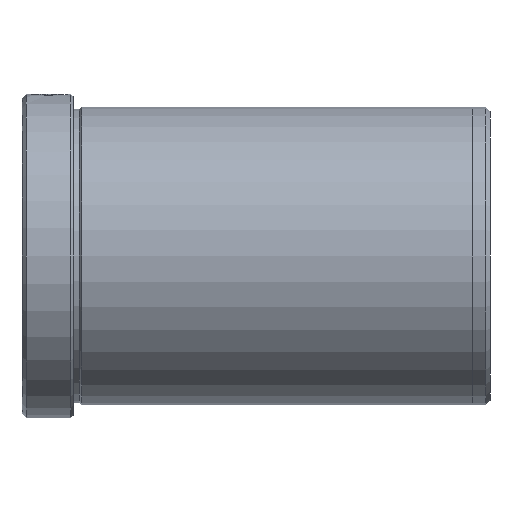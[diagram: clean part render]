
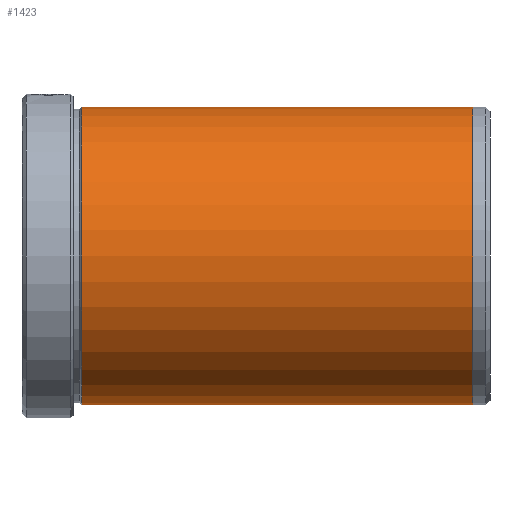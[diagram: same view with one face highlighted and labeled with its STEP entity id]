
A CAD part, left-side view. The second image highlights one B-rep face of the part: STEP entity #1423.
In plain terms, the highlighted cylindrical face has radius 35 mm (diameter 70 mm), a partial arc.
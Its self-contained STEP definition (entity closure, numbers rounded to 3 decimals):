
#66 = DIRECTION ( 'NONE',  ( 0., 1., 0. ) ) ;
#71 = CIRCLE ( 'NONE', #742, 35. ) ;
#80 = VERTEX_POINT ( 'NONE', #1179 ) ;
#315 = VERTEX_POINT ( 'NONE', #1722 ) ;
#330 = CARTESIAN_POINT ( 'NONE',  ( 0., -106., 0. ) ) ;
#346 = CARTESIAN_POINT ( 'NONE',  ( 0., 0., 0. ) ) ;
#463 = CIRCLE ( 'NONE', #1029, 35. ) ;
#472 = DIRECTION ( 'NONE',  ( 0., 0., -1. ) ) ;
#537 = DIRECTION ( 'NONE',  ( 0., 1., 0. ) ) ;
#584 = LINE ( 'NONE', #612, #1018 ) ;
#612 = CARTESIAN_POINT ( 'NONE',  ( 0., 0., 35. ) ) ;
#738 = EDGE_CURVE ( 'NONE', #315, #1552, #790, .T. ) ;
#742 = AXIS2_PLACEMENT_3D ( 'NONE', #1407, #537, #1554 ) ;
#786 = AXIS2_PLACEMENT_3D ( 'NONE', #346, #66, #1193 ) ;
#790 = LINE ( 'NONE', #1550, #1452 ) ;
#798 = VERTEX_POINT ( 'NONE', #1863 ) ;
#838 = DIRECTION ( 'NONE',  ( 0., 1., 0. ) ) ;
#977 = FACE_OUTER_BOUND ( 'NONE', #1614, .T. ) ;
#1018 = VECTOR ( 'NONE', #1620, 1000. ) ;
#1020 = EDGE_CURVE ( 'NONE', #80, #315, #463, .T. ) ;
#1029 = AXIS2_PLACEMENT_3D ( 'NONE', #330, #1331, #472 ) ;
#1094 = ORIENTED_EDGE ( 'NONE', *, *, #738, .F. ) ;
#1179 = CARTESIAN_POINT ( 'NONE',  ( 0., -106., 35. ) ) ;
#1193 = DIRECTION ( 'NONE',  ( 0., 0., 1. ) ) ;
#1331 = DIRECTION ( 'NONE',  ( 0., -1., 0. ) ) ;
#1374 = ORIENTED_EDGE ( 'NONE', *, *, #1408, .T. ) ;
#1407 = CARTESIAN_POINT ( 'NONE',  ( 0., -14., 0. ) ) ;
#1408 = EDGE_CURVE ( 'NONE', #80, #798, #584, .T. ) ;
#1423 = ADVANCED_FACE ( 'NONE', ( #977 ), #1663, .T. ) ;
#1452 = VECTOR ( 'NONE', #838, 1000. ) ;
#1550 = CARTESIAN_POINT ( 'NONE',  ( 0., 0., -35. ) ) ;
#1552 = VERTEX_POINT ( 'NONE', #1785 ) ;
#1554 = DIRECTION ( 'NONE',  ( 0., 0., 1. ) ) ;
#1614 = EDGE_LOOP ( 'NONE', ( #1094, #1731, #1374, #1708 ) ) ;
#1620 = DIRECTION ( 'NONE',  ( 0., 1., 0. ) ) ;
#1663 = CYLINDRICAL_SURFACE ( 'NONE', #786, 35. ) ;
#1708 = ORIENTED_EDGE ( 'NONE', *, *, #1760, .F. ) ;
#1722 = CARTESIAN_POINT ( 'NONE',  ( 0., -106., -35. ) ) ;
#1731 = ORIENTED_EDGE ( 'NONE', *, *, #1020, .F. ) ;
#1760 = EDGE_CURVE ( 'NONE', #1552, #798, #71, .T. ) ;
#1785 = CARTESIAN_POINT ( 'NONE',  ( 0., -14., -35. ) ) ;
#1863 = CARTESIAN_POINT ( 'NONE',  ( 0., -14., 35. ) ) ;
